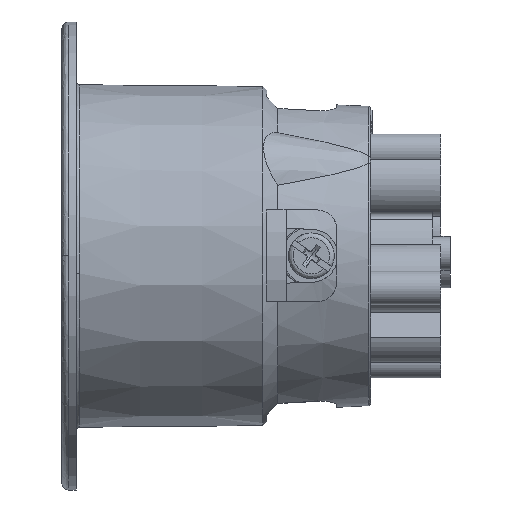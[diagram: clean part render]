
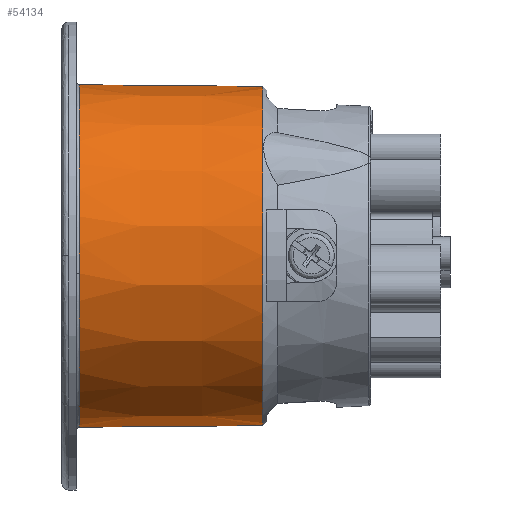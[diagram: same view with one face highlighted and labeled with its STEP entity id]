
A CAD part, top view. The second image highlights one B-rep face of the part: STEP entity #54134.
In plain terms, the highlighted conical face has half-angle 0.5 degrees and reference radius 27.901 mm.
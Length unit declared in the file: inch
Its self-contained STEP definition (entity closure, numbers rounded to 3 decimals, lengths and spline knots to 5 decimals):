
#826 = EDGE_CURVE ( 'NONE', #72409, #5484, #40364, .T. ) ;
#2703 = ORIENTED_EDGE ( 'NONE', *, *, #826, .F. ) ;
#2870 = DIRECTION ( 'NONE',  ( -1., 0., 0. ) ) ;
#5484 = VERTEX_POINT ( 'NONE', #40459 ) ;
#7047 = CARTESIAN_POINT ( 'NONE',  ( 22.29325, 32.30974, 52.5877 ) ) ;
#7236 = DIRECTION ( 'NONE',  ( -1., 0., 0. ) ) ;
#12009 = DIRECTION ( 'NONE',  ( 1., 0., 0. ) ) ;
#17346 = CARTESIAN_POINT ( 'NONE',  ( 22.29325, 33.4082, 52.5877 ) ) ;
#20482 = ORIENTED_EDGE ( 'NONE', *, *, #71826, .F. ) ;
#21355 = CARTESIAN_POINT ( 'NONE',  ( 21.10453, 33.4082, 52.5877 ) ) ;
#21473 = CIRCLE ( 'NONE', #27094, 1.10883 ) ;
#24883 = AXIS2_PLACEMENT_3D ( 'NONE', #82868, #56432, #82442 ) ;
#25380 = CIRCLE ( 'NONE', #31066, 1.09845 ) ;
#26121 = ORIENTED_EDGE ( 'NONE', *, *, #77676, .F. ) ;
#27094 = AXIS2_PLACEMENT_3D ( 'NONE', #21355, #7236, #56196 ) ;
#27234 = CARTESIAN_POINT ( 'NONE',  ( 21.10453, 33.29328, 53.69055 ) ) ;
#28657 = FACE_OUTER_BOUND ( 'NONE', #53316, .T. ) ;
#28867 = CARTESIAN_POINT ( 'NONE',  ( 22.29325, 34.50665, 52.5877 ) ) ;
#31066 = AXIS2_PLACEMENT_3D ( 'NONE', #17346, #12009, #44300 ) ;
#32831 = VERTEX_POINT ( 'NONE', #79699 ) ;
#33434 = CONICAL_SURFACE ( 'NONE', #24883, 1.09845, 0.009 ) ;
#35353 = ORIENTED_EDGE ( 'NONE', *, *, #58998, .T. ) ;
#36078 = VERTEX_POINT ( 'NONE', #78585 ) ;
#37309 = CARTESIAN_POINT ( 'NONE',  ( 21.10453, 33.4082, 52.5877 ) ) ;
#40364 = CIRCLE ( 'NONE', #44585, 1.10883 ) ;
#40459 = CARTESIAN_POINT ( 'NONE',  ( 21.10453, 34.51702, 52.5877 ) ) ;
#41680 = DIRECTION ( 'NONE',  ( -1., 0.009, 0. ) ) ;
#42193 = DIRECTION ( 'NONE',  ( 0., 0.678, 0.736 ) ) ;
#42373 = DIRECTION ( 'NONE',  ( -1., -0.009, 0. ) ) ;
#42546 = LINE ( 'NONE', #28867, #76022 ) ;
#44300 = DIRECTION ( 'NONE',  ( 0., 0.678, 0.736 ) ) ;
#44585 = AXIS2_PLACEMENT_3D ( 'NONE', #37309, #2870, #42193 ) ;
#52981 = VECTOR ( 'NONE', #42373, 39.37008 ) ;
#53316 = EDGE_LOOP ( 'NONE', ( #75680, #35353, #2703, #20482, #26121 ) ) ;
#54134 = ADVANCED_FACE ( 'NONE', ( #28657 ), #33434, .T. ) ;
#55172 = CARTESIAN_POINT ( 'NONE',  ( 22.29325, 32.30974, 52.5877 ) ) ;
#56196 = DIRECTION ( 'NONE',  ( 0., 0.678, 0.736 ) ) ;
#56432 = DIRECTION ( 'NONE',  ( -1., 0., 0. ) ) ;
#58998 = EDGE_CURVE ( 'NONE', #36078, #5484, #42546, .T. ) ;
#60337 = EDGE_CURVE ( 'NONE', #36078, #80912, #25380, .T. ) ;
#61766 = LINE ( 'NONE', #55172, #52981 ) ;
#71826 = EDGE_CURVE ( 'NONE', #32831, #72409, #21473, .T. ) ;
#72409 = VERTEX_POINT ( 'NONE', #27234 ) ;
#75680 = ORIENTED_EDGE ( 'NONE', *, *, #60337, .F. ) ;
#76022 = VECTOR ( 'NONE', #41680, 39.37008 ) ;
#77676 = EDGE_CURVE ( 'NONE', #80912, #32831, #61766, .T. ) ;
#78585 = CARTESIAN_POINT ( 'NONE',  ( 22.29325, 34.50665, 52.5877 ) ) ;
#79699 = CARTESIAN_POINT ( 'NONE',  ( 21.10453, 32.29937, 52.5877 ) ) ;
#80912 = VERTEX_POINT ( 'NONE', #7047 ) ;
#82442 = DIRECTION ( 'NONE',  ( 0., -1., 0. ) ) ;
#82868 = CARTESIAN_POINT ( 'NONE',  ( 22.29325, 33.4082, 52.5877 ) ) ;
